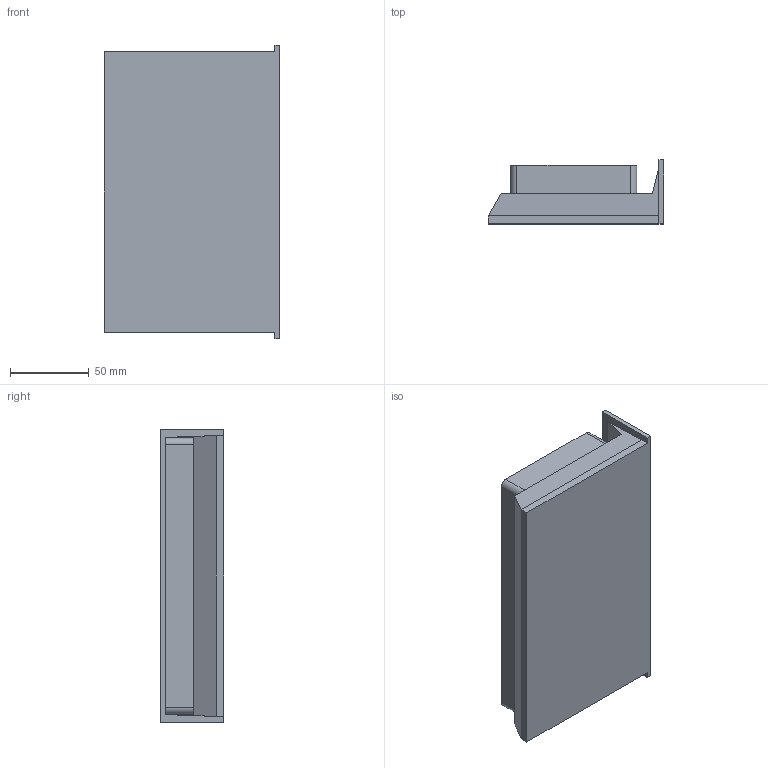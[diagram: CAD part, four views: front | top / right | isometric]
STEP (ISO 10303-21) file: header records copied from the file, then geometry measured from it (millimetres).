
FILE_DESCRIPTION (( 'STEP AP203' ), '1' );
FILE_NAME ('Wiha Set.STEP', '2023-02-22T16:48:02', ( '' ), ( '' ), 'SwSTEP 2.0', 'SolidWorks 2018', '' );
FILE_SCHEMA (( 'CONFIG_CONTROL_DESIGN' ));
Length unit declared in the file: millimetre
Products named in the file (1): Wiha Set
Bounding box: 111 x 40.5 x 186 mm (x, y, z)
Volume: 633716.8 mm3; surface area: 109374.3 mm2
Topology: 2 solids, 2 shells, 35 faces, 85 edges, 56 vertices
Faces by surface type: plane 26, cylinder 9
Full cylindrical faces by diameter (mm): 4 x1
Entity records: 1091 total; most frequent: CARTESIAN_POINT 176, DIRECTION 174, ORIENTED_EDGE 168, EDGE_CURVE 84, VECTOR 66, LINE 66, VERTEX_POINT 56, AXIS2_PLACEMENT_3D 54
